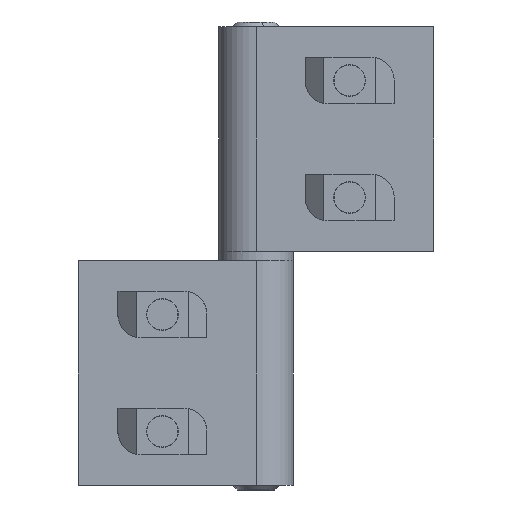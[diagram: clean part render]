
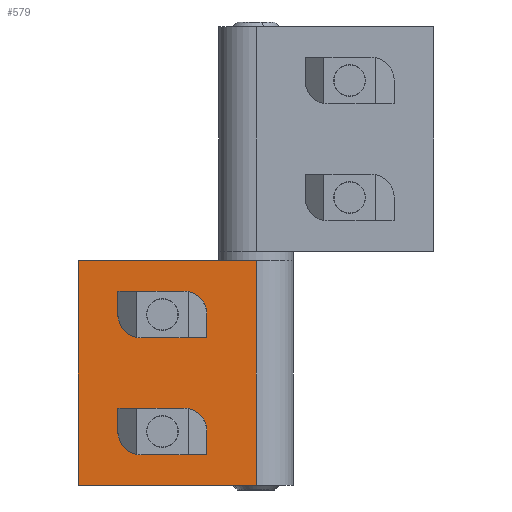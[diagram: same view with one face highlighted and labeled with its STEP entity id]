
A CAD part, front view. The second image highlights one B-rep face of the part: STEP entity #579.
In plain terms, the highlighted planar face has unit normal (0, -1, 0).
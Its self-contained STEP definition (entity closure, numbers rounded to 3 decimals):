
#120 = ORIENTED_EDGE ( 'NONE', *, *, #6954, .F. ) ;
#129 = ORIENTED_EDGE ( 'NONE', *, *, #7107, .F. ) ;
#138 = ORIENTED_EDGE ( 'NONE', *, *, #7111, .T. ) ;
#579 = ADVANCED_FACE ( 'NONE', ( #2190, #3451, #3453 ), #4710, .F. ) ;
#1513 = EDGE_LOOP ( 'NONE', ( #3217, #3236 ) ) ;
#1541 = EDGE_LOOP ( 'NONE', ( #3173, #1658 ) ) ;
#1626 = EDGE_LOOP ( 'NONE', ( #3252, #120, #129, #138 ) ) ;
#1658 = ORIENTED_EDGE ( 'NONE', *, *, #6962, .T. ) ;
#2190 = FACE_BOUND ( 'NONE', #1513, .T. ) ;
#3080 = VERTEX_POINT ( 'NONE', #7698 ) ;
#3082 = VERTEX_POINT ( 'NONE', #7696 ) ;
#3114 = VERTEX_POINT ( 'NONE', #7666 ) ;
#3149 = VERTEX_POINT ( 'NONE', #7634 ) ;
#3168 = VERTEX_POINT ( 'NONE', #7614 ) ;
#3171 = VERTEX_POINT ( 'NONE', #7612 ) ;
#3173 = ORIENTED_EDGE ( 'NONE', *, *, #7015, .T. ) ;
#3203 = VERTEX_POINT ( 'NONE', #7591 ) ;
#3217 = ORIENTED_EDGE ( 'NONE', *, *, #6961, .T. ) ;
#3236 = ORIENTED_EDGE ( 'NONE', *, *, #7016, .T. ) ;
#3252 = ORIENTED_EDGE ( 'NONE', *, *, #7070, .T. ) ;
#3271 = VERTEX_POINT ( 'NONE', #7163 ) ;
#3451 = FACE_BOUND ( 'NONE', #1541, .T. ) ;
#3453 = FACE_OUTER_BOUND ( 'NONE', #1626, .T. ) ;
#4676 = CARTESIAN_POINT ( 'NONE',  ( -25.512, 6.327, 31.404 ) ) ;
#4706 = DIRECTION ( 'NONE',  ( 0., 0., -1. ) ) ;
#4710 = PLANE ( 'NONE',  #6458 ) ;
#4720 = DIRECTION ( 'NONE',  ( 0., 1., 0. ) ) ;
#5375 = DIRECTION ( 'NONE',  ( 0., 0., 1. ) ) ;
#5379 = CARTESIAN_POINT ( 'NONE',  ( -63.512, 6.327, 31.404 ) ) ;
#5396 = CARTESIAN_POINT ( 'NONE',  ( -45.512, 6.327, 42.904 ) ) ;
#5397 = DIRECTION ( 'NONE',  ( 0., 1., 0. ) ) ;
#5398 = DIRECTION ( 'NONE',  ( 0., 0., -1. ) ) ;
#5399 = CARTESIAN_POINT ( 'NONE',  ( -45.512, 6.327, 67.904 ) ) ;
#5400 = DIRECTION ( 'NONE',  ( 0., 1., 0. ) ) ;
#5401 = DIRECTION ( 'NONE',  ( 0., 0., -1. ) ) ;
#5448 = CIRCLE ( 'NONE', #5695, 4.25 ) ;
#5449 = CIRCLE ( 'NONE', #5696, 4.25 ) ;
#5548 = LINE ( 'NONE', #6210, #5551 ) ;
#5551 = VECTOR ( 'NONE', #6211, 1000. ) ;
#5605 = LINE ( 'NONE', #6315, #5610 ) ;
#5610 = VECTOR ( 'NONE', #6310, 1000. ) ;
#5616 = LINE ( 'NONE', #6296, #5618 ) ;
#5618 = VECTOR ( 'NONE', #6314, 1000. ) ;
#5695 = AXIS2_PLACEMENT_3D ( 'NONE', #6083, #6084, #6085 ) ;
#5696 = AXIS2_PLACEMENT_3D ( 'NONE', #6088, #6089, #6090 ) ;
#5778 = AXIS2_PLACEMENT_3D ( 'NONE', #5396, #5397, #5398 ) ;
#5779 = AXIS2_PLACEMENT_3D ( 'NONE', #5399, #5400, #5401 ) ;
#6083 = CARTESIAN_POINT ( 'NONE',  ( -45.512, 6.327, 67.904 ) ) ;
#6084 = DIRECTION ( 'NONE',  ( 0., 1., 0. ) ) ;
#6085 = DIRECTION ( 'NONE',  ( 0., 0., -1. ) ) ;
#6088 = CARTESIAN_POINT ( 'NONE',  ( -45.512, 6.327, 42.904 ) ) ;
#6089 = DIRECTION ( 'NONE',  ( 0., 1., 0. ) ) ;
#6090 = DIRECTION ( 'NONE',  ( 0., 0., -1. ) ) ;
#6210 = CARTESIAN_POINT ( 'NONE',  ( -25.512, 6.327, 79.404 ) ) ;
#6211 = DIRECTION ( 'NONE',  ( -1., 0., 0. ) ) ;
#6296 = CARTESIAN_POINT ( 'NONE',  ( -25.512, 6.327, 31.404 ) ) ;
#6310 = DIRECTION ( 'NONE',  ( -1., 0., 0. ) ) ;
#6314 = DIRECTION ( 'NONE',  ( 0., 0., 1. ) ) ;
#6315 = CARTESIAN_POINT ( 'NONE',  ( -25.512, 6.327, 31.404 ) ) ;
#6458 = AXIS2_PLACEMENT_3D ( 'NONE', #4676, #4720, #4706 ) ;
#6954 = EDGE_CURVE ( 'NONE', #3168, #3203, #7280, .T. ) ;
#6961 = EDGE_CURVE ( 'NONE', #3171, #3080, #7267, .T. ) ;
#6962 = EDGE_CURVE ( 'NONE', #3271, #3114, #7276, .T. ) ;
#7015 = EDGE_CURVE ( 'NONE', #3114, #3271, #5448, .T. ) ;
#7016 = EDGE_CURVE ( 'NONE', #3080, #3171, #5449, .T. ) ;
#7070 = EDGE_CURVE ( 'NONE', #3149, #3203, #5548, .T. ) ;
#7107 = EDGE_CURVE ( 'NONE', #3082, #3168, #5605, .T. ) ;
#7111 = EDGE_CURVE ( 'NONE', #3082, #3149, #5616, .T. ) ;
#7163 = CARTESIAN_POINT ( 'NONE',  ( -45.512, 6.327, 72.154 ) ) ;
#7267 = CIRCLE ( 'NONE', #5778, 4.25 ) ;
#7276 = CIRCLE ( 'NONE', #5779, 4.25 ) ;
#7277 = VECTOR ( 'NONE', #5375, 1000. ) ;
#7280 = LINE ( 'NONE', #5379, #7277 ) ;
#7591 = CARTESIAN_POINT ( 'NONE',  ( -63.512, 6.327, 79.404 ) ) ;
#7612 = CARTESIAN_POINT ( 'NONE',  ( -45.512, 6.327, 38.654 ) ) ;
#7614 = CARTESIAN_POINT ( 'NONE',  ( -63.512, 6.327, 31.404 ) ) ;
#7634 = CARTESIAN_POINT ( 'NONE',  ( -25.512, 6.327, 79.404 ) ) ;
#7666 = CARTESIAN_POINT ( 'NONE',  ( -45.512, 6.327, 63.654 ) ) ;
#7696 = CARTESIAN_POINT ( 'NONE',  ( -25.512, 6.327, 31.404 ) ) ;
#7698 = CARTESIAN_POINT ( 'NONE',  ( -45.512, 6.327, 47.154 ) ) ;
